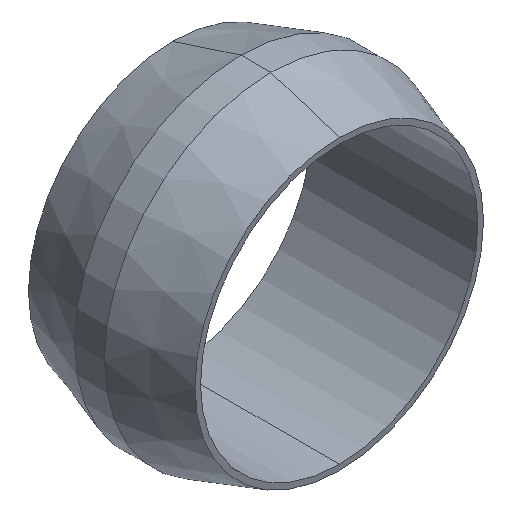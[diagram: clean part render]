
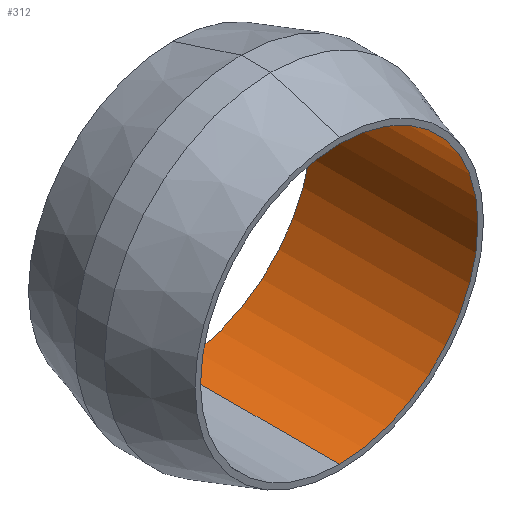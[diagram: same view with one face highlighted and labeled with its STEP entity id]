
A CAD part, isometric view. The second image highlights one B-rep face of the part: STEP entity #312.
In plain terms, the highlighted cylindrical face has radius 7.5 mm (diameter 15 mm), a partial arc.
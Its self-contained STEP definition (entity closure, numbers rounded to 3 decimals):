
#1 = EDGE_CURVE ( 'NONE', #155, #119, #99, .T. ) ;
#3 = EDGE_CURVE ( 'NONE', #106, #147, #98, .T. ) ;
#16 = EDGE_CURVE ( 'NONE', #155, #106, #122, .T. ) ;
#17 = EDGE_CURVE ( 'NONE', #147, #119, #152, .T. ) ;
#28 = AXIS2_PLACEMENT_3D ( 'NONE', #211, #217, #209 ) ;
#29 = AXIS2_PLACEMENT_3D ( 'NONE', #188, #187, #186 ) ;
#44 = AXIS2_PLACEMENT_3D ( 'NONE', #219, #218, #220 ) ;
#65 = ORIENTED_EDGE ( 'NONE', *, *, #16, .T. ) ;
#69 = ORIENTED_EDGE ( 'NONE', *, *, #1, .F. ) ;
#94 = VECTOR ( 'NONE', #274, 1000. ) ;
#97 = VECTOR ( 'NONE', #270, 1000. ) ;
#98 = LINE ( 'NONE', #275, #94 ) ;
#99 = LINE ( 'NONE', #272, #97 ) ;
#100 = ORIENTED_EDGE ( 'NONE', *, *, #3, .T. ) ;
#102 = ORIENTED_EDGE ( 'NONE', *, *, #17, .T. ) ;
#106 = VERTEX_POINT ( 'NONE', #266 ) ;
#109 = EDGE_LOOP ( 'NONE', ( #69, #65, #100, #102 ) ) ;
#119 = VERTEX_POINT ( 'NONE', #264 ) ;
#122 = CIRCLE ( 'NONE', #28, 7.5 ) ;
#147 = VERTEX_POINT ( 'NONE', #263 ) ;
#152 = CIRCLE ( 'NONE', #29, 7.5 ) ;
#155 = VERTEX_POINT ( 'NONE', #261 ) ;
#172 = FACE_OUTER_BOUND ( 'NONE', #109, .T. ) ;
#174 = CYLINDRICAL_SURFACE ( 'NONE', #44, 7.5 ) ;
#186 = DIRECTION ( 'NONE',  ( 0., 0., 1. ) ) ;
#187 = DIRECTION ( 'NONE',  ( 0., 1., 0. ) ) ;
#188 = CARTESIAN_POINT ( 'NONE',  ( 0., 9., 0. ) ) ;
#209 = DIRECTION ( 'NONE',  ( 0., 0., 1. ) ) ;
#211 = CARTESIAN_POINT ( 'NONE',  ( 0., 0., 0. ) ) ;
#217 = DIRECTION ( 'NONE',  ( 0., -1., 0. ) ) ;
#218 = DIRECTION ( 'NONE',  ( 0., 1., 0. ) ) ;
#219 = CARTESIAN_POINT ( 'NONE',  ( 0., 0., 0. ) ) ;
#220 = DIRECTION ( 'NONE',  ( 0., 0., 1. ) ) ;
#261 = CARTESIAN_POINT ( 'NONE',  ( 0., 0., -7.5 ) ) ;
#263 = CARTESIAN_POINT ( 'NONE',  ( 0., 9., 7.5 ) ) ;
#264 = CARTESIAN_POINT ( 'NONE',  ( 0., 9., -7.5 ) ) ;
#266 = CARTESIAN_POINT ( 'NONE',  ( 0., 0., 7.5 ) ) ;
#270 = DIRECTION ( 'NONE',  ( 0., 1., 0. ) ) ;
#272 = CARTESIAN_POINT ( 'NONE',  ( 0., 0., -7.5 ) ) ;
#274 = DIRECTION ( 'NONE',  ( 0., 1., 0. ) ) ;
#275 = CARTESIAN_POINT ( 'NONE',  ( 0., 0., 7.5 ) ) ;
#312 = ADVANCED_FACE ( 'NONE', ( #172 ), #174, .F. ) ;
